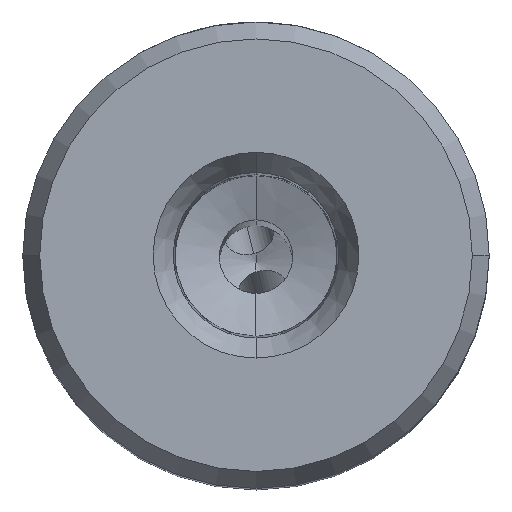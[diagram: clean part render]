
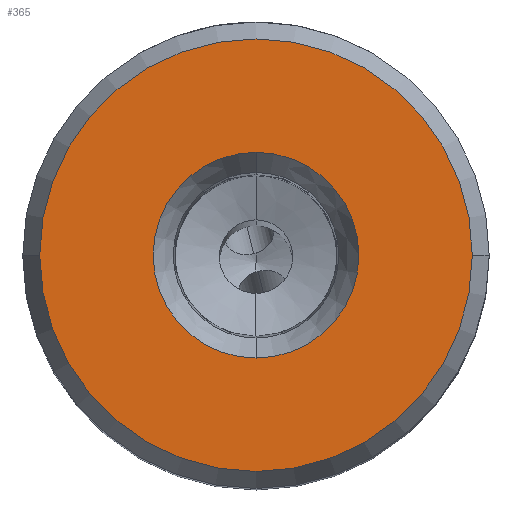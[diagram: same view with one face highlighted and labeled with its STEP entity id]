
A CAD part, top view. The second image highlights one B-rep face of the part: STEP entity #365.
In plain terms, the highlighted planar face has unit normal (0, 0, 1).
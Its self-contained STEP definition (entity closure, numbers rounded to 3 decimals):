
#48=FACE_BOUND('',#741,.T.);
#49=FACE_BOUND('',#742,.T.);
#184=CIRCLE('',#3511,7.);
#185=CIRCLE('',#3513,7.);
#186=CIRCLE('',#3515,14.72);
#187=CIRCLE('',#3516,14.72);
#365=ADVANCED_FACE('',(#48,#49),#497,.T.);
#497=PLANE('',#3517);
#741=EDGE_LOOP('',(#1321,#1322));
#742=EDGE_LOOP('',(#1323,#1324));
#1321=ORIENTED_EDGE('',*,*,#2648,.T.);
#1322=ORIENTED_EDGE('',*,*,#2649,.T.);
#1323=ORIENTED_EDGE('',*,*,#2650,.T.);
#1324=ORIENTED_EDGE('',*,*,#2651,.T.);
#2231=VERTEX_POINT('',#7328);
#2232=VERTEX_POINT('',#7330);
#2233=VERTEX_POINT('',#7336);
#2234=VERTEX_POINT('',#7337);
#2648=EDGE_CURVE('',#2231,#2232,#184,.T.);
#2649=EDGE_CURVE('',#2232,#2231,#185,.T.);
#2650=EDGE_CURVE('',#2233,#2234,#186,.T.);
#2651=EDGE_CURVE('',#2234,#2233,#187,.T.);
#3511=AXIS2_PLACEMENT_3D('',#7331,#3865,#3866);
#3513=AXIS2_PLACEMENT_3D('',#7333,#3869,#3870);
#3515=AXIS2_PLACEMENT_3D('',#7335,#3873,#3874);
#3516=AXIS2_PLACEMENT_3D('',#7338,#3875,#3876);
#3517=AXIS2_PLACEMENT_3D('',#7339,#3877,#3878);
#3865=DIRECTION('',(0.,0.,-1.));
#3866=DIRECTION('',(0.,-1.,0.));
#3869=DIRECTION('',(0.,0.,-1.));
#3870=DIRECTION('',(0.,1.,0.));
#3873=DIRECTION('',(0.,0.,1.));
#3874=DIRECTION('',(-1.,0.,0.));
#3875=DIRECTION('',(0.,0.,1.));
#3876=DIRECTION('',(1.,0.,0.));
#3877=DIRECTION('',(0.,0.,1.));
#3878=DIRECTION('',(-1.,0.,0.));
#7328=CARTESIAN_POINT('',(0.,-7.,30.2));
#7330=CARTESIAN_POINT('',(0.,7.,30.2));
#7331=CARTESIAN_POINT('',(0.,0.,30.2));
#7333=CARTESIAN_POINT('',(0.,0.,30.2));
#7335=CARTESIAN_POINT('',(0.,0.,30.2));
#7336=CARTESIAN_POINT('',(-14.72,0.,30.2));
#7337=CARTESIAN_POINT('',(14.72,0.,30.2));
#7338=CARTESIAN_POINT('',(0.,0.,30.2));
#7339=CARTESIAN_POINT('',(0.,0.,30.2));
